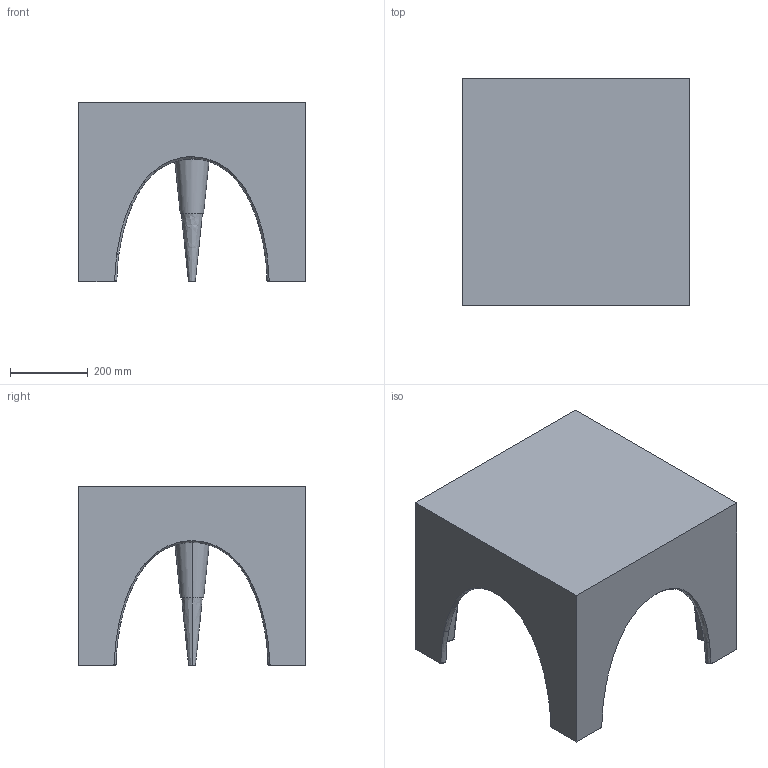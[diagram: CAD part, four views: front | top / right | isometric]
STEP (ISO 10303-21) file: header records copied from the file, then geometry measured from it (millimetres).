
FILE_DESCRIPTION(/* description */ (''),/* implementation_level */ '2;1');
FILE_NAME(/* name */ 'cupolex-concrete-block',/* time_stamp */ '2017-02-21T12:30:39+11:00',/* author */ (''),/* organization */ (''),/* preprocessor_version */ 'ST-DEVELOPER v15',/* originating_system */ '',/* authorisation */ '');
FILE_SCHEMA (('AUTOMOTIVE_DESIGN'));
Length unit declared in the file: millimetre
Products named in the file (1): Document
Bounding box: 582.6 x 584.02 x 460 mm (x, y, z)
Volume: 49212028.9 mm3; surface area: 1741598.9 mm2
Topology: 1 solids, 1 shells, 471 faces, 1156 edges, 672 vertices
Faces by surface type: bspline 432, plane 39
Entity records: 30042 total; most frequent: CARTESIAN_POINT 23023, ORIENTED_EDGE 2280, EDGE_CURVE 1140, B_SPLINE_CURVE_WITH_KNOTS 1009, VERTEX_POINT 672, EDGE_LOOP 472, ADVANCED_FACE 471, FACE_OUTER_BOUND 471
